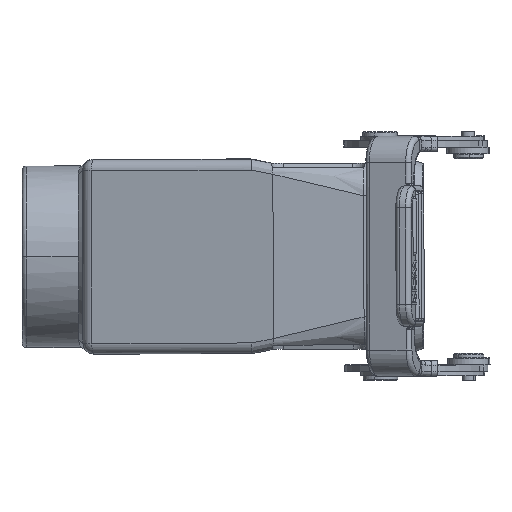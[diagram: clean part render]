
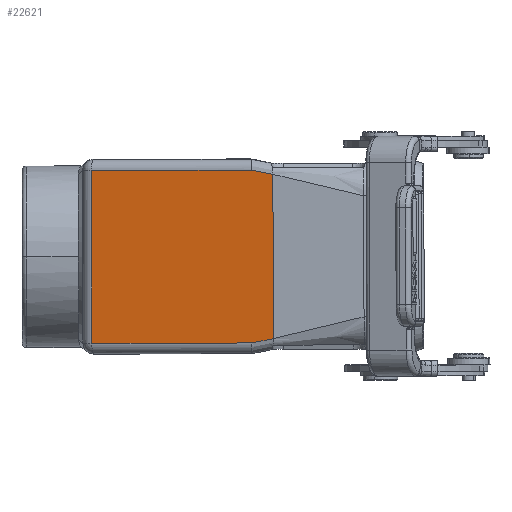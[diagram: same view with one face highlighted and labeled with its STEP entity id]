
A CAD part, left-side view. The second image highlights one B-rep face of the part: STEP entity #22621.
In plain terms, the highlighted planar face has unit normal (-0.982, 0.19, -0.001).
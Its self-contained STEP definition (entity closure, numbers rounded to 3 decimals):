
#3434=CARTESIAN_POINT('',(9.187,18.708,0.037));
#3436=DIRECTION('',(0.19,0.982,-0.002));
#3437=VECTOR('',#3436,37.669);
#3438=CARTESIAN_POINT('',(9.187,18.708,0.037));
#3439=LINE('',#3438,#3437);
#3474=CARTESIAN_POINT('',(8.219,13.705,
-0.953));
#3564=CARTESIAN_POINT('',(8.242,13.623,-38.953));
#3673=DIRECTION('',(-0.19,-0.982,0.002));
#3674=VECTOR('',#3673,37.669);
#3675=CARTESIAN_POINT('',(16.375,55.603,-40.039));
#3676=LINE('',#3675,#3674);
#4024=DIRECTION('',(0.001,-0.002,-1.));
#4025=VECTOR('',#4024,40.);
#4026=CARTESIAN_POINT('',(16.35,55.69,
-0.039));
#4027=LINE('',#4026,#4025);
#4032=DIRECTION('',(0.001,-0.002,-1.));
#4033=VECTOR('',#4032,38.);
#4034=CARTESIAN_POINT('',(8.219,13.705,
-0.953));
#4035=LINE('',#4034,#4033);
#4036=DIRECTION('',(0.187,0.963,-0.195));
#4037=VECTOR('',#4036,5.191);
#4038=CARTESIAN_POINT('',(8.242,13.623,-38.953));
#4039=LINE('',#4038,#4037);
#4040=DIRECTION('',(-0.186,-0.964,-0.191));
#4041=VECTOR('',#4040,5.191);
#4042=CARTESIAN_POINT('',(9.187,18.708,0.037));
#4043=LINE('',#4042,#4041);
#15424=VERTEX_POINT('',#3564);
#15425=CARTESIAN_POINT('',(9.211,18.622,
-39.963));
#15426=VERTEX_POINT('',#15425);
#15429=CARTESIAN_POINT('',(16.375,55.603,
-40.039));
#15430=VERTEX_POINT('',#15429);
#15509=CARTESIAN_POINT('',(16.35,55.69,
-0.039));
#15510=VERTEX_POINT('',#15509);
#15511=VERTEX_POINT('',#3434);
#15513=VERTEX_POINT('',#3474);
#22608=CARTESIAN_POINT('',(12.296,34.655,
-19.996));
#22609=DIRECTION('',(0.982,-0.19,0.001));
#22610=DIRECTION('',(-0.19,-0.982,0.002));
#22611=AXIS2_PLACEMENT_3D('',#22608,#22609,#22610);
#22612=PLANE('',#22611);
#22613=ORIENTED_EDGE('',*,*,#22011,.T.);
#22614=ORIENTED_EDGE('',*,*,#22149,.T.);
#22615=ORIENTED_EDGE('',*,*,#22165,.F.);
#22616=ORIENTED_EDGE('',*,*,#22599,.F.);
#22617=ORIENTED_EDGE('',*,*,#21808,.F.);
#22618=ORIENTED_EDGE('',*,*,#21873,.T.);
#22619=EDGE_LOOP('',(#22613,#22614,#22615,#22616,#22617,#22618));
#22620=FACE_OUTER_BOUND('',#22619,.F.);
#22621=ADVANCED_FACE('',(#22620),#22612,.F.);
#21808=EDGE_CURVE('',#15511,#15510,#3439,.T.);
#21873=EDGE_CURVE('',#15511,#15513,#4043,.T.);
#22011=EDGE_CURVE('',#15513,#15424,#4035,.T.);
#22149=EDGE_CURVE('',#15424,#15426,#4039,.T.);
#22165=EDGE_CURVE('',#15430,#15426,#3676,.T.);
#22599=EDGE_CURVE('',#15510,#15430,#4027,.T.);
